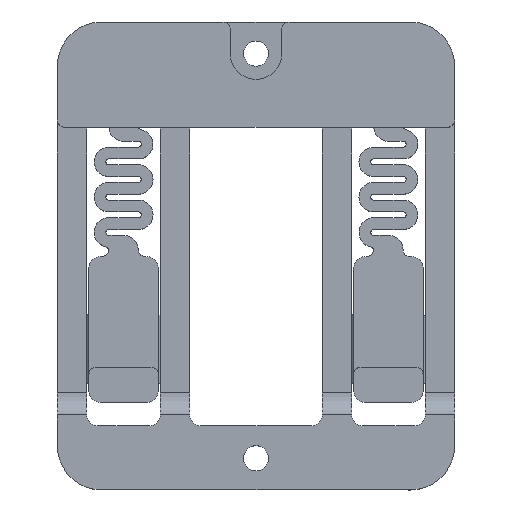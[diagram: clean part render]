
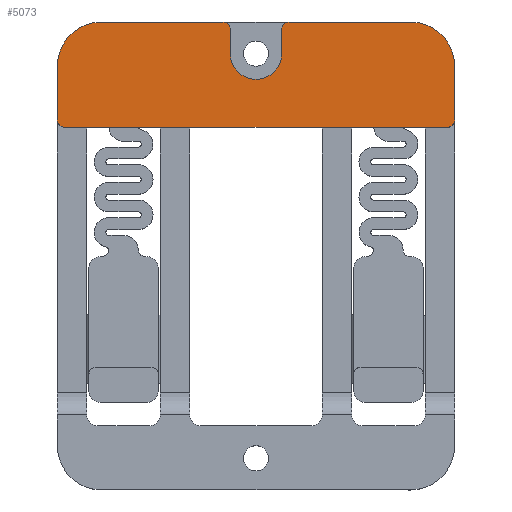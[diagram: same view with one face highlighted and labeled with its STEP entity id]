
A CAD part, top view. The second image highlights one B-rep face of the part: STEP entity #5073.
In plain terms, the highlighted planar face has unit normal (0, 0, 1).
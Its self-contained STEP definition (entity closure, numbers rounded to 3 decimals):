
#246=CIRCLE('',#5477,1.);
#248=CIRCLE('',#5480,6.);
#249=CIRCLE('',#5481,1.);
#250=CIRCLE('',#5482,1.);
#251=CIRCLE('',#5483,6.);
#252=CIRCLE('',#5484,1.);
#253=CIRCLE('',#5485,3.5);
#466=FACE_OUTER_BOUND('',#779,.T.);
#779=EDGE_LOOP('',(#3587,#3588,#3589,#3590,#3591,#3592,#3593,#3594,#3595,
#3596,#3597,#3598,#3599,#3600));
#1183=LINE('',#7973,#1701);
#1184=LINE('',#7977,#1702);
#1185=LINE('',#7981,#1703);
#1186=LINE('',#7985,#1704);
#1187=LINE('',#7989,#1705);
#1188=LINE('',#7993,#1706);
#1189=LINE('',#7996,#1707);
#1701=VECTOR('',#6257,10.);
#1702=VECTOR('',#6260,10.);
#1703=VECTOR('',#6263,10.);
#1704=VECTOR('',#6266,10.);
#1705=VECTOR('',#6269,10.);
#1706=VECTOR('',#6272,10.);
#1707=VECTOR('',#6275,10.);
#2283=VERTEX_POINT('',#7963);
#2284=VERTEX_POINT('',#7964);
#2287=VERTEX_POINT('',#7972);
#2288=VERTEX_POINT('',#7974);
#2289=VERTEX_POINT('',#7976);
#2290=VERTEX_POINT('',#7978);
#2291=VERTEX_POINT('',#7980);
#2292=VERTEX_POINT('',#7982);
#2293=VERTEX_POINT('',#7984);
#2294=VERTEX_POINT('',#7986);
#2295=VERTEX_POINT('',#7988);
#2296=VERTEX_POINT('',#7990);
#2297=VERTEX_POINT('',#7992);
#2298=VERTEX_POINT('',#7994);
#2774=EDGE_CURVE('',#2283,#2284,#246,.T.);
#2778=EDGE_CURVE('',#2287,#2283,#1183,.T.);
#2779=EDGE_CURVE('',#2288,#2287,#248,.T.);
#2780=EDGE_CURVE('',#2289,#2288,#1184,.F.);
#2781=EDGE_CURVE('',#2290,#2289,#249,.T.);
#2782=EDGE_CURVE('',#2290,#2291,#1185,.F.);
#2783=EDGE_CURVE('',#2292,#2291,#250,.T.);
#2784=EDGE_CURVE('',#2292,#2293,#1186,.F.);
#2785=EDGE_CURVE('',#2294,#2293,#251,.T.);
#2786=EDGE_CURVE('',#2294,#2295,#1187,.T.);
#2787=EDGE_CURVE('',#2296,#2295,#252,.T.);
#2788=EDGE_CURVE('',#2296,#2297,#1188,.T.);
#2789=EDGE_CURVE('',#2297,#2298,#253,.T.);
#2790=EDGE_CURVE('',#2284,#2298,#1189,.T.);
#3587=ORIENTED_EDGE('',*,*,#2774,.F.);
#3588=ORIENTED_EDGE('',*,*,#2778,.F.);
#3589=ORIENTED_EDGE('',*,*,#2779,.F.);
#3590=ORIENTED_EDGE('',*,*,#2780,.F.);
#3591=ORIENTED_EDGE('',*,*,#2781,.F.);
#3592=ORIENTED_EDGE('',*,*,#2782,.T.);
#3593=ORIENTED_EDGE('',*,*,#2783,.F.);
#3594=ORIENTED_EDGE('',*,*,#2784,.T.);
#3595=ORIENTED_EDGE('',*,*,#2785,.F.);
#3596=ORIENTED_EDGE('',*,*,#2786,.T.);
#3597=ORIENTED_EDGE('',*,*,#2787,.F.);
#3598=ORIENTED_EDGE('',*,*,#2788,.T.);
#3599=ORIENTED_EDGE('',*,*,#2789,.T.);
#3600=ORIENTED_EDGE('',*,*,#2790,.F.);
#4918=PLANE('',#5479);
#5073=ADVANCED_FACE('',(#466),#4918,.T.);
#5477=AXIS2_PLACEMENT_3D('',#7965,#6249,#6250);
#5479=AXIS2_PLACEMENT_3D('',#7971,#6255,#6256);
#5480=AXIS2_PLACEMENT_3D('',#7975,#6258,#6259);
#5481=AXIS2_PLACEMENT_3D('',#7979,#6261,#6262);
#5482=AXIS2_PLACEMENT_3D('',#7983,#6264,#6265);
#5483=AXIS2_PLACEMENT_3D('',#7987,#6267,#6268);
#5484=AXIS2_PLACEMENT_3D('',#7991,#6270,#6271);
#5485=AXIS2_PLACEMENT_3D('',#7995,#6273,#6274);
#6249=DIRECTION('center_axis',(0.,0.,
-1.));
#6250=DIRECTION('ref_axis',(0.707,0.707,0.));
#6255=DIRECTION('center_axis',(0.,0.,
1.));
#6256=DIRECTION('ref_axis',(0.,1.,0.));
#6257=DIRECTION('',(1.,0.,0.));
#6258=DIRECTION('center_axis',(0.,0.,
-1.));
#6259=DIRECTION('ref_axis',(-0.707,0.707,0.));
#6260=DIRECTION('',(0.,-1.,0.));
#6261=DIRECTION('center_axis',(0.,0.,
-1.));
#6262=DIRECTION('ref_axis',(-0.707,-0.707,0.));
#6263=DIRECTION('',(-1.,0.,0.));
#6264=DIRECTION('center_axis',(0.,0.,
-1.));
#6265=DIRECTION('ref_axis',(0.707,-0.707,0.));
#6266=DIRECTION('',(0.,-1.,0.));
#6267=DIRECTION('center_axis',(0.,0.,
-1.));
#6268=DIRECTION('ref_axis',(0.707,0.707,0.));
#6269=DIRECTION('',(-1.,0.,0.));
#6270=DIRECTION('center_axis',(0.,0.,
-1.));
#6271=DIRECTION('ref_axis',(-0.707,0.707,0.));
#6272=DIRECTION('',(0.,-1.,0.));
#6273=DIRECTION('center_axis',(0.,0.,
-1.));
#6274=DIRECTION('ref_axis',(-1.,0.,0.));
#6275=DIRECTION('',(0.,-1.,0.));
#7963=CARTESIAN_POINT('',(-4.,32.1,7.6));
#7964=CARTESIAN_POINT('',(-3.,31.1,7.6));
#7965=CARTESIAN_POINT('Origin',(-4.,31.1,7.6));
#7971=CARTESIAN_POINT('Origin',(18.5,0.3,7.6));
#7972=CARTESIAN_POINT('',(-20.5,32.1,7.6));
#7973=CARTESIAN_POINT('',(-8.95,32.1,7.6));
#7974=CARTESIAN_POINT('',(-26.5,26.1,7.6));
#7975=CARTESIAN_POINT('Origin',(-20.5,26.1,7.6));
#7976=CARTESIAN_POINT('',(-26.5,18.8,7.6));
#7977=CARTESIAN_POINT('',(-26.5,9.05,7.6));
#7978=CARTESIAN_POINT('',(-25.5,17.8,7.6));
#7979=CARTESIAN_POINT('Origin',(-25.5,18.8,7.6));
#7980=CARTESIAN_POINT('',(26.5,17.8,7.6));
#7981=CARTESIAN_POINT('',(23.5,17.8,7.6));
#7982=CARTESIAN_POINT('',(27.5,18.8,7.6));
#7983=CARTESIAN_POINT('Origin',(26.5,18.8,7.6));
#7984=CARTESIAN_POINT('',(27.5,26.1,7.6));
#7985=CARTESIAN_POINT('',(27.5,14.05,7.6));
#7986=CARTESIAN_POINT('',(21.5,32.1,7.6));
#7987=CARTESIAN_POINT('Origin',(21.5,26.1,7.6));
#7988=CARTESIAN_POINT('',(5.,32.1,7.6));
#7989=CARTESIAN_POINT('',(13.5,32.1,7.6));
#7990=CARTESIAN_POINT('',(4.,31.1,7.6));
#7991=CARTESIAN_POINT('Origin',(5.,31.1,7.6));
#7992=CARTESIAN_POINT('',(4.,27.8,7.6));
#7993=CARTESIAN_POINT('',(4.,16.69,7.6));
#7994=CARTESIAN_POINT('',(-3.,27.8,7.6));
#7995=CARTESIAN_POINT('Origin',(0.5,27.8,7.6));
#7996=CARTESIAN_POINT('',(-3.,28.1,7.6));
